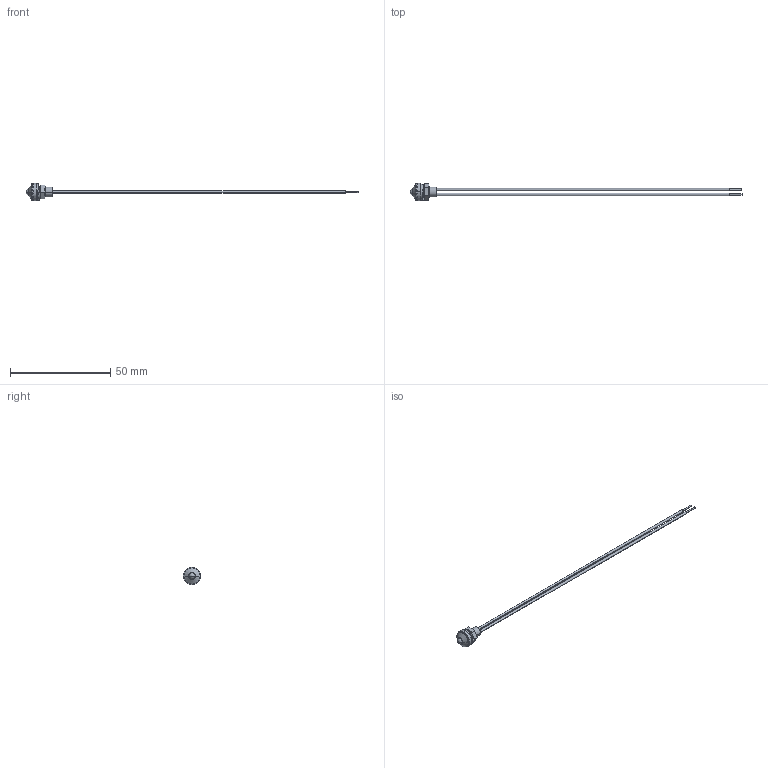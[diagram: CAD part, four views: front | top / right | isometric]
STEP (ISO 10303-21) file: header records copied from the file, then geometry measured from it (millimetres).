
FILE_DESCRIPTION (( 'STEP AP214' ), '1' );
FILE_NAME ('CD-1.STEP', '2019-04-30T18:16:54', ( 'user' ), ( 'Microsoft' ), 'SwSTEP 2.0', 'SolidWorks 2018', '' );
FILE_SCHEMA (( 'AUTOMOTIVE_DESIGN' ));
Length unit declared in the file: foot
Products named in the file (7): CD-1; 21325- 24AWG WIRES; 21368-INCLUDED HEX NUT; 21087-3MM LED_SHORT BOTH; 21368-INCLUDED WASHER; 21365-002_GASKET; 21368-CD HOUSING_21368-000[DEFAULT]
Assembly tree (7 placements, depth 2):
  CD-1
    21368-CD HOUSING_21368-000[DEFAULT]
    21365-002_GASKET
    21368-INCLUDED WASHER
    21087-3MM LED_SHORT BOTH
    21368-INCLUDED HEX NUT
    21325- 24AWG WIRES  x2
Bounding box: 165.68 x 8.64 x 8.64 mm (x, y, z)
Volume: 612.7 mm3; surface area: 2069.9 mm2
Topology: 7 solids, 7 shells, 117 faces, 281 edges, 184 vertices
Faces by surface type: cylinder 60, plane 44, bspline 6, cone 5, sphere 2
Entity records: 4910 total; most frequent: CARTESIAN_POINT 1941, ORIENTED_EDGE 522, DIRECTION 480, EDGE_CURVE 261, AXIS2_PLACEMENT_3D 173, VERTEX_POINT 172, VECTOR 134, LINE 134
